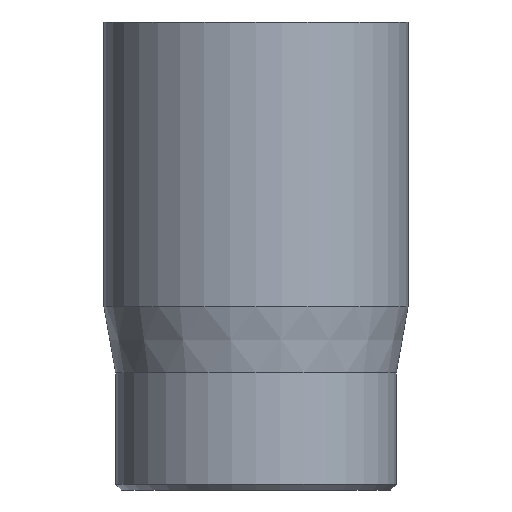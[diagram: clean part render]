
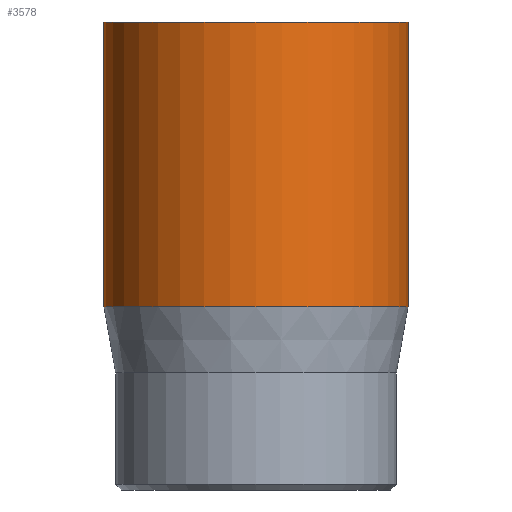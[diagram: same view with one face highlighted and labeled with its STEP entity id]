
A CAD part, front view. The second image highlights one B-rep face of the part: STEP entity #3578.
In plain terms, the highlighted cylindrical face has radius 1.3 mm (diameter 2.6 mm), a full revolution.
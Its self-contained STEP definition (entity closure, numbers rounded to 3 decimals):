
#31=CYLINDRICAL_SURFACE('',#3746,1.3);
#42=CIRCLE('',#3723,1.3);
#52=CIRCLE('',#3744,1.3);
#53=CIRCLE('',#3745,1.3);
#267=FACE_OUTER_BOUND('',#484,.T.);
#484=EDGE_LOOP('',(#2941,#2942,#2943,#2944,#2945));
#705=LINE('',#6447,#940);
#940=VECTOR('',#4033,1.3);
#1544=VERTEX_POINT('',#6405);
#1554=VERTEX_POINT('',#6441);
#1555=VERTEX_POINT('',#6442);
#2022=EDGE_CURVE('',#1544,#1544,#42,.T.);
#2037=EDGE_CURVE('',#1554,#1555,#52,.T.);
#2038=EDGE_CURVE('',#1555,#1554,#53,.T.);
#2040=EDGE_CURVE('',#1544,#1554,#705,.T.);
#2941=ORIENTED_EDGE('',*,*,#2022,.T.);
#2942=ORIENTED_EDGE('',*,*,#2040,.T.);
#2943=ORIENTED_EDGE('',*,*,#2037,.T.);
#2944=ORIENTED_EDGE('',*,*,#2038,.T.);
#2945=ORIENTED_EDGE('',*,*,#2040,.F.);
#3578=ADVANCED_FACE('',(#267),#31,.T.);
#3723=AXIS2_PLACEMENT_3D('',#6406,#3979,#3980);
#3744=AXIS2_PLACEMENT_3D('',#6443,#4026,#4027);
#3745=AXIS2_PLACEMENT_3D('',#6444,#4028,#4029);
#3746=AXIS2_PLACEMENT_3D('',#6446,#4031,#4032);
#3979=DIRECTION('center_axis',(0.,0.,-1.));
#3980=DIRECTION('ref_axis',(-1.,0.,0.));
#4026=DIRECTION('center_axis',(0.,0.,1.));
#4027=DIRECTION('ref_axis',(-1.,0.,0.));
#4028=DIRECTION('center_axis',(0.,0.,1.));
#4029=DIRECTION('ref_axis',(-1.,0.,0.));
#4031=DIRECTION('center_axis',(0.,0.,1.));
#4032=DIRECTION('ref_axis',(-1.,0.,0.));
#4033=DIRECTION('',(0.,0.,-1.));
#6405=CARTESIAN_POINT('',(1.3,0.,4.));
#6406=CARTESIAN_POINT('Origin',(0.,0.,4.));
#6441=CARTESIAN_POINT('',(1.3,0.,1.567));
#6442=CARTESIAN_POINT('',(-1.3,0.,1.567));
#6443=CARTESIAN_POINT('Origin',(0.,0.,1.567));
#6444=CARTESIAN_POINT('Origin',(0.,0.,1.567));
#6446=CARTESIAN_POINT('Origin',(0.,0.,0.));
#6447=CARTESIAN_POINT('',(1.3,0.,0.));
